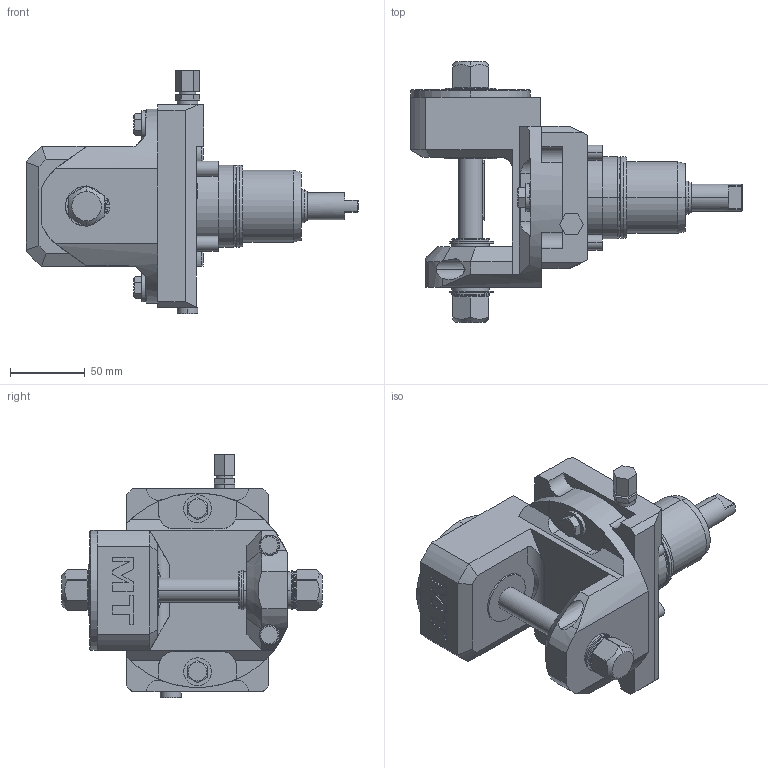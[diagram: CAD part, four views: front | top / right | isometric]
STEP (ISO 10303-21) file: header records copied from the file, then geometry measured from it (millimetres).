
FILE_DESCRIPTION((''),'2;1');
FILE_NAME('NKM1941116_CONF','2023-06-23T14:24:49',('gvalli'),('M.T. srl'),'CREO PARAMETRIC BY PTC INC, 2021072','CREO PARAMETRIC BY PTC INC, 2021072','');
FILE_SCHEMA(('CONFIG_CONTROL_DESIGN'));
Length unit declared in the file: millimetre
Products named in the file (1): NKM1941116_CONF
Bounding box: 222 x 174.5 x 163 mm (x, y, z)
Volume: 1085184.1 mm3; surface area: 105637.7 mm2
Topology: 1 solids, 1 shells, 393 faces, 984 edges, 628 vertices
Faces by surface type: plane 221, cylinder 119, cone 41, torus 10, extrusion 2
Entity records: 12972 total; most frequent: CARTESIAN_POINT 3369, DIRECTION 2052, ORIENTED_EDGE 1968, EDGE_CURVE 984, AXIS2_PLACEMENT_3D 763, VERTEX_POINT 628, VECTOR 526, LINE 524
